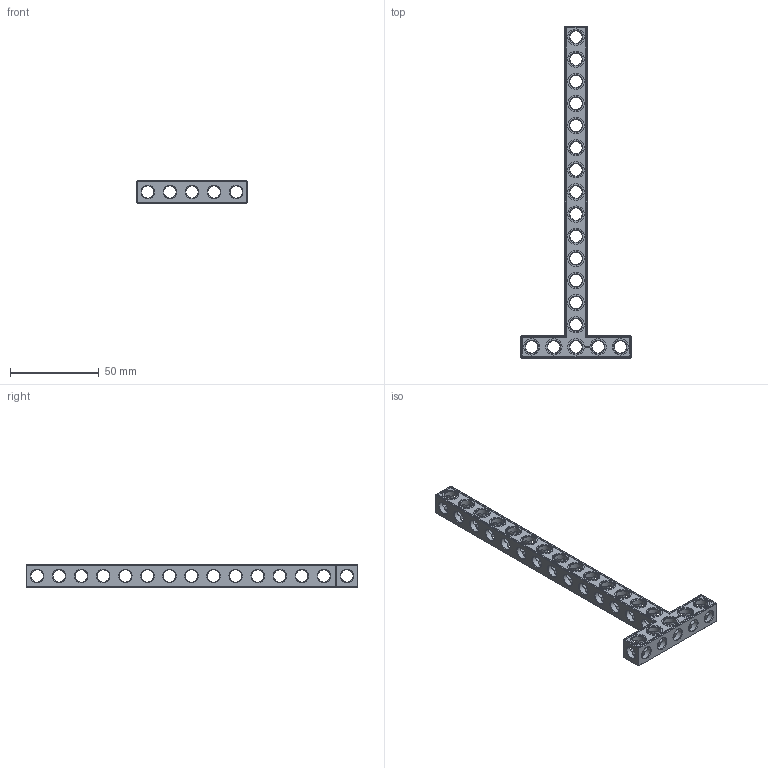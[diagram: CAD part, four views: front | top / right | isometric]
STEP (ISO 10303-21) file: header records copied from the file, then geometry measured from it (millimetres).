
FILE_DESCRIPTION(('FreeCAD Model'),'2;1');
FILE_NAME('Open CASCADE Shape Model','2021-08-08T23:01:59',( 'Paulo Kiefe'),('STEMFIE.org'),'Open CASCADE STEP processor 7.4', 'FreeCAD','Unknown');
FILE_SCHEMA(('AUTOMOTIVE_DESIGN { 1 0 10303 214 1 1 1 1 }'));
Products named in the file (1): Beam_TSH_SYM_ESS_BU05x15x01_-_SPN-BEM-1032_(stemfie.org)
Bounding box: 62.5 x 187.5 x 12.5 mm (x, y, z)
Volume: 18542.9 mm3; surface area: 16683.1 mm2
Topology: 1 solids, 1 shells, 747 faces, 2247 edges, 1477 vertices
Faces by surface type: plane 398, extrusion 156, cylinder 115, cone 78
Full cylindrical faces by diameter (mm): 7 x96, 9.2 x19
Entity records: 106210 total; most frequent: CARTESIAN_POINT 58749, DIRECTION 6885, VECTOR 4616, ORIENTED_EDGE 4494, PCURVE 4494, DEFINITIONAL_REPRESENTATION 4494, LINE 4460, EDGE_CURVE 2247
